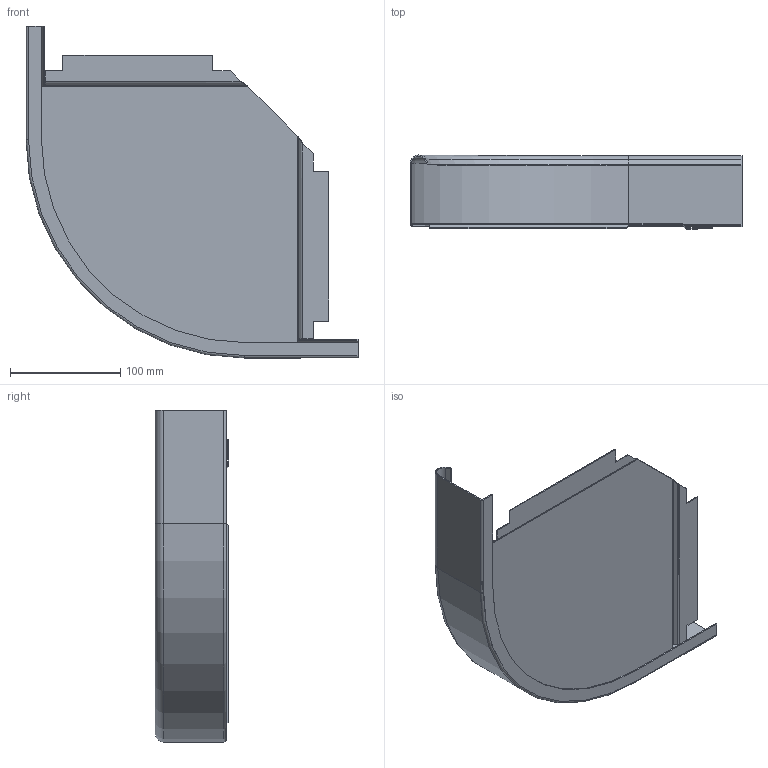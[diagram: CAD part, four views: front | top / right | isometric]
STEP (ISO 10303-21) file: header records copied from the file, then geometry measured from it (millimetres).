
FILE_DESCRIPTION (( 'STEP AP214' ), '1' );
FILE_NAME ('7134130.stp', '2016-11-29T07:36:05', ( '' ), ( '' ), 'SwSTEP 2.0', 'SolidWorks 2016', '' );
FILE_SCHEMA (( 'AUTOMOTIVE_DESIGN' ));
Length unit declared in the file: millimetre
Products named in the file (3): 7134130; KTS 06.155-023_Aussenhol-NB-200 R 198,5; KTS 06.121-017_Standard
Assembly tree (2 placements, depth 2):
  7134130
    KTS 06.121-017_Standard
    KTS 06.155-023_Aussenhol-NB-200 R 198,5
Bounding box: 301.5 x 66.75 x 301.5 mm (x, y, z)
Volume: 118861.9 mm3; surface area: 216477.4 mm2
Topology: 2 solids, 2 shells, 84 faces, 192 edges, 112 vertices
Faces by surface type: plane 53, cylinder 20, bspline 4, torus 4, cone 3
Entity records: 2452 total; most frequent: CARTESIAN_POINT 489, ORIENTED_EDGE 384, DIRECTION 384, EDGE_CURVE 192, VECTOR 138, LINE 138, AXIS2_PLACEMENT_3D 123, VERTEX_POINT 112
